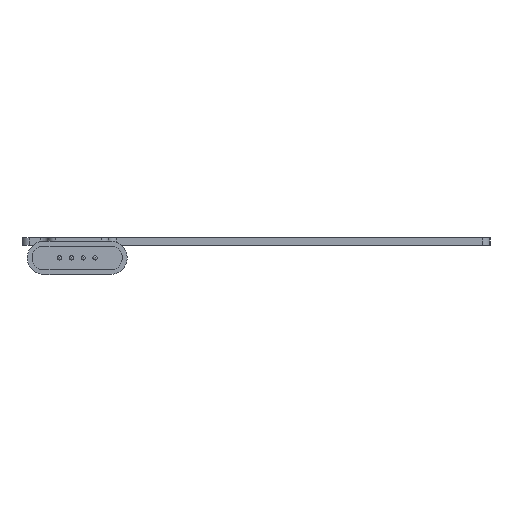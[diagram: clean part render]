
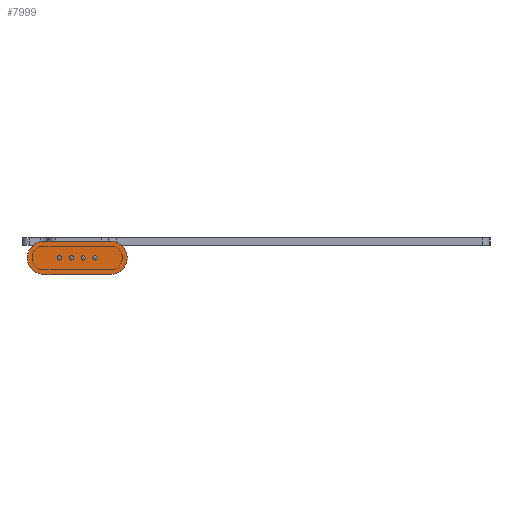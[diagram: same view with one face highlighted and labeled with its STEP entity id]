
A CAD part, left-side view. The second image highlights one B-rep face of the part: STEP entity #7999.
In plain terms, the highlighted face is planar.
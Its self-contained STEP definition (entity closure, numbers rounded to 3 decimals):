
#7682 = EDGE_CURVE('',#7683,#7685,#7687,.T.);
#7683 = VERTEX_POINT('',#7684);
#7684 = CARTESIAN_POINT('',(6.321,1.887,0.));
#7685 = VERTEX_POINT('',#7686);
#7686 = CARTESIAN_POINT('',(20.321,1.887,0.));
#7687 = SURFACE_CURVE('',#7688,(#7692,#7704),.PCURVE_S1.);
#7688 = LINE('',#7689,#7690);
#7689 = CARTESIAN_POINT('',(6.321,1.887,0.));
#7690 = VECTOR('',#7691,1.);
#7691 = DIRECTION('',(1.,0.,0.));
#7692 = PCURVE('',#7693,#7698);
#7693 = PLANE('',#7694);
#7694 = AXIS2_PLACEMENT_3D('',#7695,#7696,#7697);
#7695 = CARTESIAN_POINT('',(20.321,1.887,0.));
#7696 = DIRECTION('',(0.,-1.,0.));
#7697 = DIRECTION('',(-1.,0.,0.));
#7698 = DEFINITIONAL_REPRESENTATION('',(#7699),#7703);
#7699 = LINE('',#7700,#7701);
#7700 = CARTESIAN_POINT('',(14.,0.));
#7701 = VECTOR('',#7702,1.);
#7702 = DIRECTION('',(-1.,0.));
#7703 = ( GEOMETRIC_REPRESENTATION_CONTEXT(2) 
PARAMETRIC_REPRESENTATION_CONTEXT() REPRESENTATION_CONTEXT('2D SPACE',''
  ) );
#7704 = PCURVE('',#7705,#7710);
#7705 = PLANE('',#7706);
#7706 = AXIS2_PLACEMENT_3D('',#7707,#7708,#7709);
#7707 = CARTESIAN_POINT('',(13.321,5.387,0.));
#7708 = DIRECTION('',(0.,0.,1.));
#7709 = DIRECTION('',(1.,0.,0.));
#7710 = DEFINITIONAL_REPRESENTATION('',(#7711),#7715);
#7711 = LINE('',#7712,#7713);
#7712 = CARTESIAN_POINT('',(-7.,-3.5));
#7713 = VECTOR('',#7714,1.);
#7714 = DIRECTION('',(1.,0.));
#7715 = ( GEOMETRIC_REPRESENTATION_CONTEXT(2) 
PARAMETRIC_REPRESENTATION_CONTEXT() REPRESENTATION_CONTEXT('2D SPACE',''
  ) );
#7733 = CYLINDRICAL_SURFACE('',#7734,3.5);
#7734 = AXIS2_PLACEMENT_3D('',#7735,#7736,#7737);
#7735 = CARTESIAN_POINT('',(6.321,5.387,0.));
#7736 = DIRECTION('',(0.,0.,-1.));
#7737 = DIRECTION('',(0.,1.,0.));
#7782 = CYLINDRICAL_SURFACE('',#7783,3.5);
#7783 = AXIS2_PLACEMENT_3D('',#7784,#7785,#7786);
#7784 = CARTESIAN_POINT('',(20.321,5.387,0.));
#7785 = DIRECTION('',(0.,0.,-1.));
#7786 = DIRECTION('',(0.,-1.,0.));
#7797 = EDGE_CURVE('',#7685,#7798,#7800,.T.);
#7798 = VERTEX_POINT('',#7799);
#7799 = CARTESIAN_POINT('',(20.321,8.887,0.));
#7800 = SURFACE_CURVE('',#7801,(#7806,#7813),.PCURVE_S1.);
#7801 = CIRCLE('',#7802,3.5);
#7802 = AXIS2_PLACEMENT_3D('',#7803,#7804,#7805);
#7803 = CARTESIAN_POINT('',(20.321,5.387,0.));
#7804 = DIRECTION('',(0.,0.,1.));
#7805 = DIRECTION('',(0.,-1.,0.));
#7806 = PCURVE('',#7782,#7807);
#7807 = DEFINITIONAL_REPRESENTATION('',(#7808),#7812);
#7808 = LINE('',#7809,#7810);
#7809 = CARTESIAN_POINT('',(6.283,0.));
#7810 = VECTOR('',#7811,1.);
#7811 = DIRECTION('',(-1.,0.));
#7812 = ( GEOMETRIC_REPRESENTATION_CONTEXT(2) 
PARAMETRIC_REPRESENTATION_CONTEXT() REPRESENTATION_CONTEXT('2D SPACE',''
  ) );
#7813 = PCURVE('',#7705,#7814);
#7814 = DEFINITIONAL_REPRESENTATION('',(#7815),#7819);
#7815 = CIRCLE('',#7816,3.5);
#7816 = AXIS2_PLACEMENT_2D('',#7817,#7818);
#7817 = CARTESIAN_POINT('',(7.,0.));
#7818 = DIRECTION('',(0.,-1.));
#7819 = ( GEOMETRIC_REPRESENTATION_CONTEXT(2) 
PARAMETRIC_REPRESENTATION_CONTEXT() REPRESENTATION_CONTEXT('2D SPACE',''
  ) );
#7864 = PLANE('',#7865);
#7865 = AXIS2_PLACEMENT_3D('',#7866,#7867,#7868);
#7866 = CARTESIAN_POINT('',(6.321,8.887,0.));
#7867 = DIRECTION('',(0.,1.,0.));
#7868 = DIRECTION('',(1.,0.,0.));
#7879 = EDGE_CURVE('',#7798,#7880,#7882,.T.);
#7880 = VERTEX_POINT('',#7881);
#7881 = CARTESIAN_POINT('',(6.321,8.887,0.));
#7882 = SURFACE_CURVE('',#7883,(#7887,#7894),.PCURVE_S1.);
#7883 = LINE('',#7884,#7885);
#7884 = CARTESIAN_POINT('',(20.321,8.887,0.));
#7885 = VECTOR('',#7886,1.);
#7886 = DIRECTION('',(-1.,0.,0.));
#7887 = PCURVE('',#7864,#7888);
#7888 = DEFINITIONAL_REPRESENTATION('',(#7889),#7893);
#7889 = LINE('',#7890,#7891);
#7890 = CARTESIAN_POINT('',(14.,0.));
#7891 = VECTOR('',#7892,1.);
#7892 = DIRECTION('',(-1.,0.));
#7893 = ( GEOMETRIC_REPRESENTATION_CONTEXT(2) 
PARAMETRIC_REPRESENTATION_CONTEXT() REPRESENTATION_CONTEXT('2D SPACE',''
  ) );
#7894 = PCURVE('',#7705,#7895);
#7895 = DEFINITIONAL_REPRESENTATION('',(#7896),#7900);
#7896 = LINE('',#7897,#7898);
#7897 = CARTESIAN_POINT('',(7.,3.5));
#7898 = VECTOR('',#7899,1.);
#7899 = DIRECTION('',(-1.,0.));
#7900 = ( GEOMETRIC_REPRESENTATION_CONTEXT(2) 
PARAMETRIC_REPRESENTATION_CONTEXT() REPRESENTATION_CONTEXT('2D SPACE',''
  ) );
#7950 = EDGE_CURVE('',#7880,#7683,#7951,.T.);
#7951 = SURFACE_CURVE('',#7952,(#7957,#7964),.PCURVE_S1.);
#7952 = CIRCLE('',#7953,3.5);
#7953 = AXIS2_PLACEMENT_3D('',#7954,#7955,#7956);
#7954 = CARTESIAN_POINT('',(6.321,5.387,0.));
#7955 = DIRECTION('',(0.,0.,1.));
#7956 = DIRECTION('',(0.,1.,0.));
#7957 = PCURVE('',#7733,#7958);
#7958 = DEFINITIONAL_REPRESENTATION('',(#7959),#7963);
#7959 = LINE('',#7960,#7961);
#7960 = CARTESIAN_POINT('',(6.283,0.));
#7961 = VECTOR('',#7962,1.);
#7962 = DIRECTION('',(-1.,0.));
#7963 = ( GEOMETRIC_REPRESENTATION_CONTEXT(2) 
PARAMETRIC_REPRESENTATION_CONTEXT() REPRESENTATION_CONTEXT('2D SPACE',''
  ) );
#7964 = PCURVE('',#7705,#7965);
#7965 = DEFINITIONAL_REPRESENTATION('',(#7966),#7970);
#7966 = CIRCLE('',#7967,3.5);
#7967 = AXIS2_PLACEMENT_2D('',#7968,#7969);
#7968 = CARTESIAN_POINT('',(-7.,0.));
#7969 = DIRECTION('',(0.,1.));
#7970 = ( GEOMETRIC_REPRESENTATION_CONTEXT(2) 
PARAMETRIC_REPRESENTATION_CONTEXT() REPRESENTATION_CONTEXT('2D SPACE',''
  ) );
#7999 = ADVANCED_FACE('',(#8000),#7705,.T.);
#8000 = FACE_BOUND('',#8001,.T.);
#8001 = EDGE_LOOP('',(#8002,#8003,#8004,#8005));
#8002 = ORIENTED_EDGE('',*,*,#7950,.T.);
#8003 = ORIENTED_EDGE('',*,*,#7682,.T.);
#8004 = ORIENTED_EDGE('',*,*,#7797,.T.);
#8005 = ORIENTED_EDGE('',*,*,#7879,.T.);
